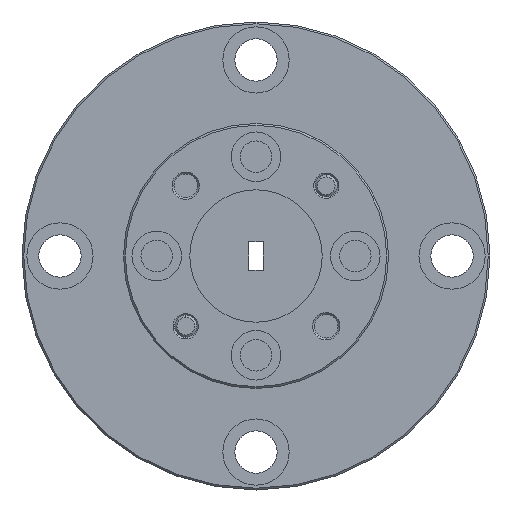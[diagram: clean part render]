
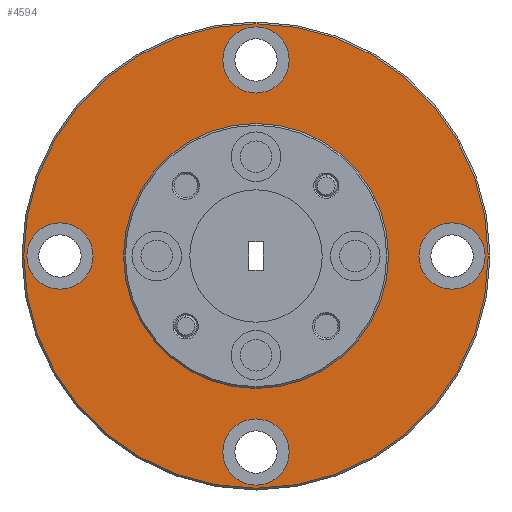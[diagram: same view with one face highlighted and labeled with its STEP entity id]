
A CAD part, left-side view. The second image highlights one B-rep face of the part: STEP entity #4594.
In plain terms, the highlighted planar face has unit normal (-1, 0, 0).
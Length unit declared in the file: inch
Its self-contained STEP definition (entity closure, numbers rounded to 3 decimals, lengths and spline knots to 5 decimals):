
#133 = FACE_BOUND ( 'NONE', #1056, .T. ) ;
#157 = CARTESIAN_POINT ( 'NONE',  ( -1.86881, -0.33311, 0.82889 ) ) ;
#178 = ORIENTED_EDGE ( 'NONE', *, *, #2342, .T. ) ;
#227 = CARTESIAN_POINT ( 'NONE',  ( -1.86881, 0.77689, 0.82889 ) ) ;
#251 = VERTEX_POINT ( 'NONE', #3089 ) ;
#318 = CIRCLE ( 'NONE', #790, 0.09375 ) ;
#486 = DIRECTION ( 'NONE',  ( 0., 0., 1. ) ) ;
#493 = VERTEX_POINT ( 'NONE', #2513 ) ;
#593 = DIRECTION ( 'NONE',  ( -1., 0., 0. ) ) ;
#597 = CIRCLE ( 'NONE', #4274, 0.375 ) ;
#656 = AXIS2_PLACEMENT_3D ( 'NONE', #2370, #2300, #1291 ) ;
#720 = ORIENTED_EDGE ( 'NONE', *, *, #1481, .T. ) ;
#727 = VERTEX_POINT ( 'NONE', #157 ) ;
#748 = CARTESIAN_POINT ( 'NONE',  ( -1.86881, 0.22189, 1.29014 ) ) ;
#752 = CARTESIAN_POINT ( 'NONE',  ( -1.86881, 0.22189, 0.18014 ) ) ;
#762 = DIRECTION ( 'NONE',  ( 0., 0., 1. ) ) ;
#769 = EDGE_CURVE ( 'NONE', #2147, #1405, #2975, .T. ) ;
#790 = AXIS2_PLACEMENT_3D ( 'NONE', #748, #2228, #3295 ) ;
#801 = AXIS2_PLACEMENT_3D ( 'NONE', #2414, #954, #984 ) ;
#845 = VERTEX_POINT ( 'NONE', #2042 ) ;
#872 = CIRCLE ( 'NONE', #2098, 0.09375 ) ;
#954 = DIRECTION ( 'NONE',  ( 1., 0., 0. ) ) ;
#968 = FACE_BOUND ( 'NONE', #1575, .T. ) ;
#984 = DIRECTION ( 'NONE',  ( 0., 0., -1. ) ) ;
#1030 = AXIS2_PLACEMENT_3D ( 'NONE', #1547, #4094, #4438 ) ;
#1056 = EDGE_LOOP ( 'NONE', ( #720, #1144 ) ) ;
#1117 = EDGE_LOOP ( 'NONE', ( #2649, #3912 ) ) ;
#1128 = EDGE_CURVE ( 'NONE', #251, #845, #2970, .T. ) ;
#1136 = FACE_BOUND ( 'NONE', #1117, .T. ) ;
#1144 = ORIENTED_EDGE ( 'NONE', *, *, #1128, .T. ) ;
#1203 = DIRECTION ( 'NONE',  ( 0., 0., -1. ) ) ;
#1249 = CARTESIAN_POINT ( 'NONE',  ( -1.86881, 0.22189, 0.18014 ) ) ;
#1291 = DIRECTION ( 'NONE',  ( 0., 0., 1. ) ) ;
#1308 = PLANE ( 'NONE',  #656 ) ;
#1344 = DIRECTION ( 'NONE',  ( 0., 0., 1. ) ) ;
#1384 = DIRECTION ( 'NONE',  ( 0., 0., -1. ) ) ;
#1387 = CIRCLE ( 'NONE', #3861, 0.09375 ) ;
#1402 = DIRECTION ( 'NONE',  ( 1., 0., 0. ) ) ;
#1405 = VERTEX_POINT ( 'NONE', #2208 ) ;
#1424 = VERTEX_POINT ( 'NONE', #1857 ) ;
#1438 = CIRCLE ( 'NONE', #801, 0.375 ) ;
#1458 = CARTESIAN_POINT ( 'NONE',  ( -1.86881, 0.22189, 0.73514 ) ) ;
#1481 = EDGE_CURVE ( 'NONE', #845, #251, #872, .T. ) ;
#1547 = CARTESIAN_POINT ( 'NONE',  ( -1.86881, 0.22189, 1.29014 ) ) ;
#1575 = EDGE_LOOP ( 'NONE', ( #4250, #2926 ) ) ;
#1656 = DIRECTION ( 'NONE',  ( 1., 0., 0. ) ) ;
#1711 = VERTEX_POINT ( 'NONE', #2626 ) ;
#1785 = EDGE_CURVE ( 'NONE', #1405, #2147, #318, .T. ) ;
#1813 = AXIS2_PLACEMENT_3D ( 'NONE', #4495, #1656, #3436 ) ;
#1857 = CARTESIAN_POINT ( 'NONE',  ( -1.86881, 0.22189, 0.36014 ) ) ;
#1881 = DIRECTION ( 'NONE',  ( 1., 0., 0. ) ) ;
#1890 = DIRECTION ( 'NONE',  ( -1., 0., 0. ) ) ;
#1904 = EDGE_CURVE ( 'NONE', #1711, #2941, #1387, .T. ) ;
#1919 = DIRECTION ( 'NONE',  ( 1., 0., 0. ) ) ;
#1935 = CIRCLE ( 'NONE', #1813, 0.09375 ) ;
#1994 = EDGE_LOOP ( 'NONE', ( #4073, #178 ) ) ;
#2042 = CARTESIAN_POINT ( 'NONE',  ( -1.86881, 0.22189, 0.27389 ) ) ;
#2051 = AXIS2_PLACEMENT_3D ( 'NONE', #2725, #593, #2756 ) ;
#2062 = EDGE_CURVE ( 'NONE', #2592, #493, #2068, .T. ) ;
#2068 = CIRCLE ( 'NONE', #2051, 0.6575 ) ;
#2094 = CARTESIAN_POINT ( 'NONE',  ( -1.86881, 0.22189, 1.38389 ) ) ;
#2098 = AXIS2_PLACEMENT_3D ( 'NONE', #1249, #2719, #1344 ) ;
#2130 = ORIENTED_EDGE ( 'NONE', *, *, #2425, .T. ) ;
#2147 = VERTEX_POINT ( 'NONE', #2094 ) ;
#2151 = FACE_BOUND ( 'NONE', #3911, .T. ) ;
#2156 = EDGE_CURVE ( 'NONE', #2818, #1424, #597, .T. ) ;
#2197 = EDGE_LOOP ( 'NONE', ( #3809, #2130 ) ) ;
#2208 = CARTESIAN_POINT ( 'NONE',  ( -1.86881, 0.22189, 1.19639 ) ) ;
#2228 = DIRECTION ( 'NONE',  ( 1., 0., 0. ) ) ;
#2300 = DIRECTION ( 'NONE',  ( -1., 0., 0. ) ) ;
#2307 = VERTEX_POINT ( 'NONE', #4007 ) ;
#2342 = EDGE_CURVE ( 'NONE', #493, #2592, #3589, .T. ) ;
#2370 = CARTESIAN_POINT ( 'NONE',  ( -1.86881, 0.88439, 0.73514 ) ) ;
#2414 = CARTESIAN_POINT ( 'NONE',  ( -1.86881, 0.22189, 0.73514 ) ) ;
#2425 = EDGE_CURVE ( 'NONE', #2307, #727, #4566, .T. ) ;
#2498 = DIRECTION ( 'NONE',  ( 1., 0., 0. ) ) ;
#2513 = CARTESIAN_POINT ( 'NONE',  ( -1.86881, 0.22189, 1.39264 ) ) ;
#2538 = CARTESIAN_POINT ( 'NONE',  ( -1.86881, 0.77689, 0.73514 ) ) ;
#2592 = VERTEX_POINT ( 'NONE', #2683 ) ;
#2595 = DIRECTION ( 'NONE',  ( 0., 0., 1. ) ) ;
#2626 = CARTESIAN_POINT ( 'NONE',  ( -1.86881, 0.77689, 0.64139 ) ) ;
#2649 = ORIENTED_EDGE ( 'NONE', *, *, #2722, .T. ) ;
#2683 = CARTESIAN_POINT ( 'NONE',  ( -1.86881, 0.22189, 0.07764 ) ) ;
#2719 = DIRECTION ( 'NONE',  ( 1., 0., 0. ) ) ;
#2722 = EDGE_CURVE ( 'NONE', #2941, #1711, #2960, .T. ) ;
#2725 = CARTESIAN_POINT ( 'NONE',  ( -1.86881, 0.22189, 0.73514 ) ) ;
#2756 = DIRECTION ( 'NONE',  ( 0., 0., -1. ) ) ;
#2800 = AXIS2_PLACEMENT_3D ( 'NONE', #4403, #1919, #2595 ) ;
#2818 = VERTEX_POINT ( 'NONE', #3693 ) ;
#2926 = ORIENTED_EDGE ( 'NONE', *, *, #2156, .T. ) ;
#2941 = VERTEX_POINT ( 'NONE', #227 ) ;
#2960 = CIRCLE ( 'NONE', #4455, 0.09375 ) ;
#2970 = CIRCLE ( 'NONE', #3916, 0.09375 ) ;
#2975 = CIRCLE ( 'NONE', #1030, 0.09375 ) ;
#3018 = AXIS2_PLACEMENT_3D ( 'NONE', #1458, #1890, #1203 ) ;
#3089 = CARTESIAN_POINT ( 'NONE',  ( -1.86881, 0.22189, 0.08639 ) ) ;
#3112 = EDGE_CURVE ( 'NONE', #1424, #2818, #1438, .T. ) ;
#3295 = DIRECTION ( 'NONE',  ( 0., 0., 1. ) ) ;
#3383 = CARTESIAN_POINT ( 'NONE',  ( -1.86881, 0.77689, 0.73514 ) ) ;
#3436 = DIRECTION ( 'NONE',  ( 0., 0., 1. ) ) ;
#3440 = ORIENTED_EDGE ( 'NONE', *, *, #1785, .T. ) ;
#3482 = DIRECTION ( 'NONE',  ( 1., 0., 0. ) ) ;
#3589 = CIRCLE ( 'NONE', #3018, 0.6575 ) ;
#3693 = CARTESIAN_POINT ( 'NONE',  ( -1.86881, 0.22189, 1.11014 ) ) ;
#3809 = ORIENTED_EDGE ( 'NONE', *, *, #4576, .T. ) ;
#3861 = AXIS2_PLACEMENT_3D ( 'NONE', #2538, #1881, #762 ) ;
#3911 = EDGE_LOOP ( 'NONE', ( #4198, #3440 ) ) ;
#3912 = ORIENTED_EDGE ( 'NONE', *, *, #1904, .T. ) ;
#3916 = AXIS2_PLACEMENT_3D ( 'NONE', #752, #2498, #3970 ) ;
#3930 = CARTESIAN_POINT ( 'NONE',  ( -1.86881, 0.22189, 0.73514 ) ) ;
#3970 = DIRECTION ( 'NONE',  ( 0., 0., 1. ) ) ;
#4007 = CARTESIAN_POINT ( 'NONE',  ( -1.86881, -0.33311, 0.64139 ) ) ;
#4073 = ORIENTED_EDGE ( 'NONE', *, *, #2062, .T. ) ;
#4094 = DIRECTION ( 'NONE',  ( 1., 0., 0. ) ) ;
#4198 = ORIENTED_EDGE ( 'NONE', *, *, #769, .T. ) ;
#4250 = ORIENTED_EDGE ( 'NONE', *, *, #3112, .T. ) ;
#4274 = AXIS2_PLACEMENT_3D ( 'NONE', #3930, #1402, #1384 ) ;
#4403 = CARTESIAN_POINT ( 'NONE',  ( -1.86881, -0.33311, 0.73514 ) ) ;
#4429 = FACE_BOUND ( 'NONE', #2197, .T. ) ;
#4438 = DIRECTION ( 'NONE',  ( 0., 0., 1. ) ) ;
#4455 = AXIS2_PLACEMENT_3D ( 'NONE', #3383, #3482, #486 ) ;
#4495 = CARTESIAN_POINT ( 'NONE',  ( -1.86881, -0.33311, 0.73514 ) ) ;
#4566 = CIRCLE ( 'NONE', #2800, 0.09375 ) ;
#4576 = EDGE_CURVE ( 'NONE', #727, #2307, #1935, .T. ) ;
#4594 = ADVANCED_FACE ( 'NONE', ( #968, #1136, #133, #4429, #2151, #4602 ), #1308, .T. ) ;
#4602 = FACE_OUTER_BOUND ( 'NONE', #1994, .T. ) ;
